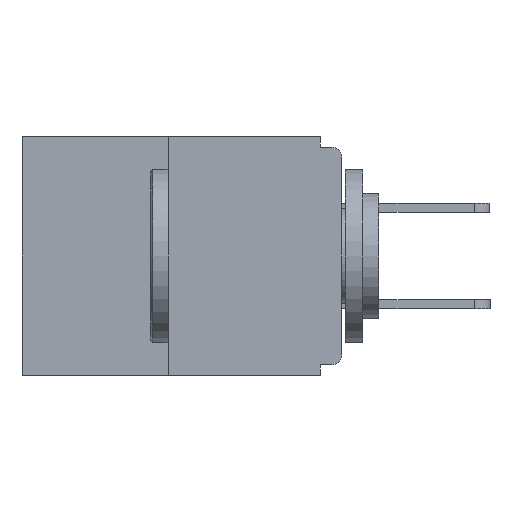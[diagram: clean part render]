
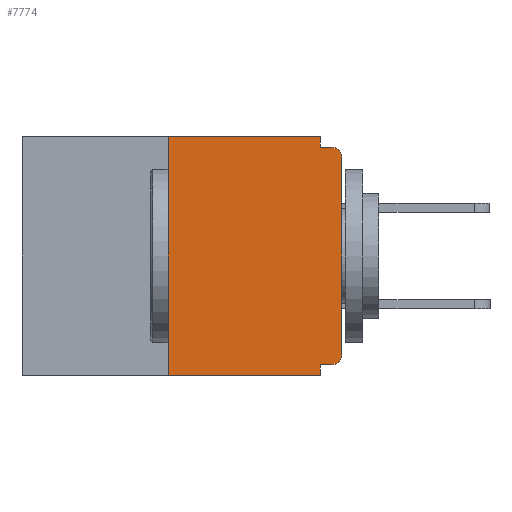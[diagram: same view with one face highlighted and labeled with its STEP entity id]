
A CAD part, left-side view. The second image highlights one B-rep face of the part: STEP entity #7774.
In plain terms, the highlighted planar face has unit normal (-1, 0, 0).
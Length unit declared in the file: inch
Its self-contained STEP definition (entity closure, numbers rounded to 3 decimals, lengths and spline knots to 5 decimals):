
#210 = EDGE_CURVE ( 'NONE', #810, #784, #9557, .T. ) ;
#248 = EDGE_CURVE ( 'NONE', #10420, #4654, #5519, .T. ) ;
#344 = VERTEX_POINT ( 'NONE', #7221 ) ;
#426 = ORIENTED_EDGE ( 'NONE', *, *, #5459, .T. ) ;
#451 = DIRECTION ( 'NONE',  ( 0., -1., 0. ) ) ;
#539 = CARTESIAN_POINT ( 'NONE',  ( 0., 0.46, 0. ) ) ;
#542 = CIRCLE ( 'NONE', #2617, 0.015 ) ;
#784 = VERTEX_POINT ( 'NONE', #5290 ) ;
#810 = VERTEX_POINT ( 'NONE', #7263 ) ;
#1106 = ORIENTED_EDGE ( 'NONE', *, *, #7623, .T. ) ;
#1725 = LINE ( 'NONE', #5022, #9926 ) ;
#1989 = CARTESIAN_POINT ( 'NONE',  ( 0., 0.015, -0.313 ) ) ;
#1995 = CARTESIAN_POINT ( 'NONE',  ( 0., 0.015, -0.328 ) ) ;
#2248 = LINE ( 'NONE', #3382, #6861 ) ;
#2321 = VERTEX_POINT ( 'NONE', #4062 ) ;
#2373 = EDGE_CURVE ( 'NONE', #8058, #2321, #1725, .T. ) ;
#2405 = DIRECTION ( 'NONE',  ( 0., -1., 0. ) ) ;
#2467 = DIRECTION ( 'NONE',  ( 0., -1., 0. ) ) ;
#2545 = LINE ( 'NONE', #6010, #3404 ) ;
#2617 = AXIS2_PLACEMENT_3D ( 'NONE', #7047, #7001, #6192 ) ;
#2685 = LINE ( 'NONE', #11675, #9740 ) ;
#3382 = CARTESIAN_POINT ( 'NONE',  ( 0., 0.46, -0.343 ) ) ;
#3404 = VECTOR ( 'NONE', #11518, 39.37008 ) ;
#3490 = AXIS2_PLACEMENT_3D ( 'NONE', #1989, #11212, #10438 ) ;
#3727 = EDGE_CURVE ( 'NONE', #2321, #784, #542, .T. ) ;
#4062 = CARTESIAN_POINT ( 'NONE',  ( 0., 0., -0.03 ) ) ;
#4070 = EDGE_CURVE ( 'NONE', #344, #10563, #2685, .T. ) ;
#4478 = ORIENTED_EDGE ( 'NONE', *, *, #5054, .F. ) ;
#4500 = ORIENTED_EDGE ( 'NONE', *, *, #210, .F. ) ;
#4629 = CARTESIAN_POINT ( 'NONE',  ( 0., 0.031, -0.343 ) ) ;
#4654 = VERTEX_POINT ( 'NONE', #11600 ) ;
#4790 = EDGE_LOOP ( 'NONE', ( #8132, #7325, #426, #8122, #11529, #1106, #7303, #6467, #4500, #4478 ) ) ;
#5022 = CARTESIAN_POINT ( 'NONE',  ( 0., 0., 0. ) ) ;
#5054 = EDGE_CURVE ( 'NONE', #10563, #810, #2545, .T. ) ;
#5230 = DIRECTION ( 'NONE',  ( 1., 0., 0. ) ) ;
#5290 = CARTESIAN_POINT ( 'NONE',  ( 0., 0.015, -0.015 ) ) ;
#5297 = VECTOR ( 'NONE', #11016, 39.37008 ) ;
#5459 = EDGE_CURVE ( 'NONE', #9695, #10604, #2248, .T. ) ;
#5519 = LINE ( 'NONE', #10659, #8704 ) ;
#5852 = EDGE_CURVE ( 'NONE', #9695, #344, #9435, .T. ) ;
#5862 = CARTESIAN_POINT ( 'NONE',  ( 0., 0., -0.015 ) ) ;
#5946 = CARTESIAN_POINT ( 'NONE',  ( 0., 0., -0.313 ) ) ;
#6010 = CARTESIAN_POINT ( 'NONE',  ( 0., 0.031, 0. ) ) ;
#6192 = DIRECTION ( 'NONE',  ( 0., 0., -1. ) ) ;
#6467 = ORIENTED_EDGE ( 'NONE', *, *, #3727, .T. ) ;
#6861 = VECTOR ( 'NONE', #2405, 39.37008 ) ;
#6949 = DIRECTION ( 'NONE',  ( 0., 0., 1. ) ) ;
#6967 = DIRECTION ( 'NONE',  ( 0., 0., -1. ) ) ;
#7001 = DIRECTION ( 'NONE',  ( -1., 0., 0. ) ) ;
#7020 = DIRECTION ( 'NONE',  ( 0., 1., 0. ) ) ;
#7047 = CARTESIAN_POINT ( 'NONE',  ( 0., 0.015, -0.03 ) ) ;
#7090 = CARTESIAN_POINT ( 'NONE',  ( 0., 0.25, -0.343 ) ) ;
#7219 = CIRCLE ( 'NONE', #3490, 0.015 ) ;
#7221 = CARTESIAN_POINT ( 'NONE',  ( 0., 0.25, 0. ) ) ;
#7263 = CARTESIAN_POINT ( 'NONE',  ( 0., 0.031, -0.015 ) ) ;
#7303 = ORIENTED_EDGE ( 'NONE', *, *, #2373, .T. ) ;
#7325 = ORIENTED_EDGE ( 'NONE', *, *, #5852, .F. ) ;
#7623 = EDGE_CURVE ( 'NONE', #10420, #8058, #7219, .T. ) ;
#7678 = CARTESIAN_POINT ( 'NONE',  ( 0., 0.031, 0. ) ) ;
#7774 = ADVANCED_FACE ( 'NONE', ( #7788 ), #10731, .F. ) ;
#7788 = FACE_OUTER_BOUND ( 'NONE', #4790, .T. ) ;
#7878 = LINE ( 'NONE', #4629, #5297 ) ;
#8044 = DIRECTION ( 'NONE',  ( 0., 0., 1. ) ) ;
#8058 = VERTEX_POINT ( 'NONE', #5946 ) ;
#8077 = CARTESIAN_POINT ( 'NONE',  ( 0., 0.031, -0.343 ) ) ;
#8122 = ORIENTED_EDGE ( 'NONE', *, *, #9734, .F. ) ;
#8132 = ORIENTED_EDGE ( 'NONE', *, *, #4070, .F. ) ;
#8504 = AXIS2_PLACEMENT_3D ( 'NONE', #539, #5230, #6967 ) ;
#8704 = VECTOR ( 'NONE', #7020, 39.37008 ) ;
#9122 = VECTOR ( 'NONE', #451, 39.37008 ) ;
#9435 = LINE ( 'NONE', #10753, #10277 ) ;
#9557 = LINE ( 'NONE', #5862, #9122 ) ;
#9695 = VERTEX_POINT ( 'NONE', #7090 ) ;
#9734 = EDGE_CURVE ( 'NONE', #4654, #10604, #7878, .T. ) ;
#9740 = VECTOR ( 'NONE', #2467, 39.37008 ) ;
#9926 = VECTOR ( 'NONE', #6949, 39.37008 ) ;
#10277 = VECTOR ( 'NONE', #8044, 39.37008 ) ;
#10420 = VERTEX_POINT ( 'NONE', #1995 ) ;
#10438 = DIRECTION ( 'NONE',  ( 0., 0., -1. ) ) ;
#10563 = VERTEX_POINT ( 'NONE', #7678 ) ;
#10604 = VERTEX_POINT ( 'NONE', #8077 ) ;
#10659 = CARTESIAN_POINT ( 'NONE',  ( 0., 0., -0.328 ) ) ;
#10731 = PLANE ( 'NONE',  #8504 ) ;
#10753 = CARTESIAN_POINT ( 'NONE',  ( 0., 0.25, 0. ) ) ;
#11016 = DIRECTION ( 'NONE',  ( 0., 0., -1. ) ) ;
#11212 = DIRECTION ( 'NONE',  ( -1., 0., 0. ) ) ;
#11518 = DIRECTION ( 'NONE',  ( 0., 0., -1. ) ) ;
#11529 = ORIENTED_EDGE ( 'NONE', *, *, #248, .F. ) ;
#11600 = CARTESIAN_POINT ( 'NONE',  ( 0., 0.031, -0.328 ) ) ;
#11675 = CARTESIAN_POINT ( 'NONE',  ( 0., 0.46, 0. ) ) ;
